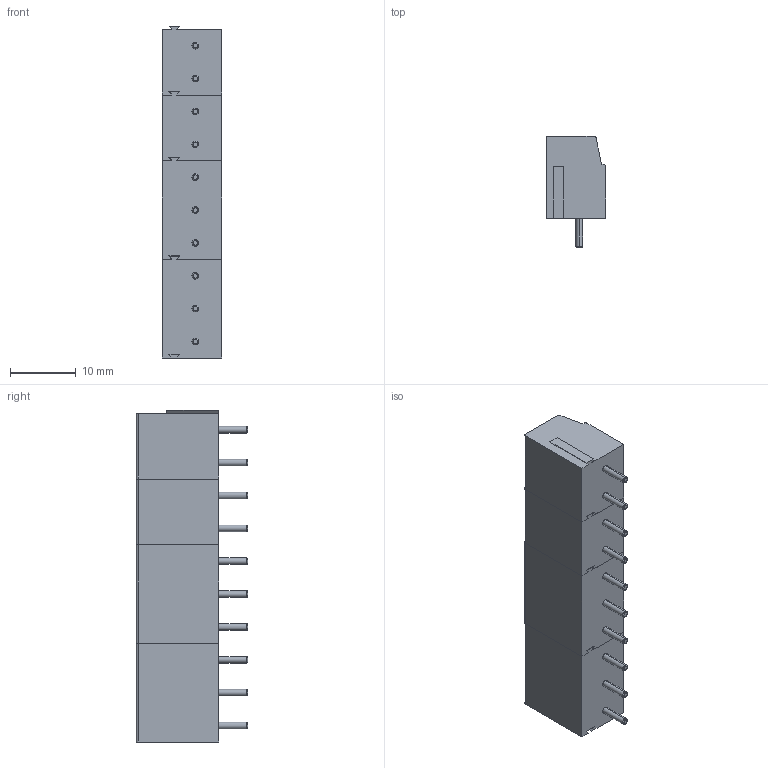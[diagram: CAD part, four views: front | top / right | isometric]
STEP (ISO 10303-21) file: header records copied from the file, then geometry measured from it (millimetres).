
FILE_DESCRIPTION (( 'STEP AP214' ), '1' );
FILE_NAME ('CUI_DEVICES_TB001-500-10BE.step', '2019-10-25T18:03:48', ( '' ), ( '' ), 'SwSTEP 2.0', 'SolidWorks 2019', '' );
FILE_SCHEMA (( 'AUTOMOTIVE_DESIGN' ));
Length unit declared in the file: millimetre
Products named in the file (3): CUI_DEVICES_TB001-500-10BE; TB001-500-02P_Blue - S; TB001-500-03P_Blue - S
Assembly tree (4 placements, depth 2):
  CUI_DEVICES_TB001-500-10BE
    TB001-500-02P_Blue - S  x2
    TB001-500-03P_Blue - S  x2
Bounding box: 9 x 16.9 x 50.5 mm (x, y, z)
Volume: 4753.8 mm3; surface area: 4473 mm2
Topology: 4 solids, 4 shells, 626 faces, 1624 edges, 1066 vertices
Faces by surface type: plane 344, cylinder 192, torus 70, cone 20
Entity records: 11167 total; most frequent: CARTESIAN_POINT 2225, ORIENTED_EDGE 1624, DIRECTION 1604, EDGE_CURVE 812, AXIS2_PLACEMENT_3D 572, VERTEX_POINT 533, VECTOR 460, LINE 460
